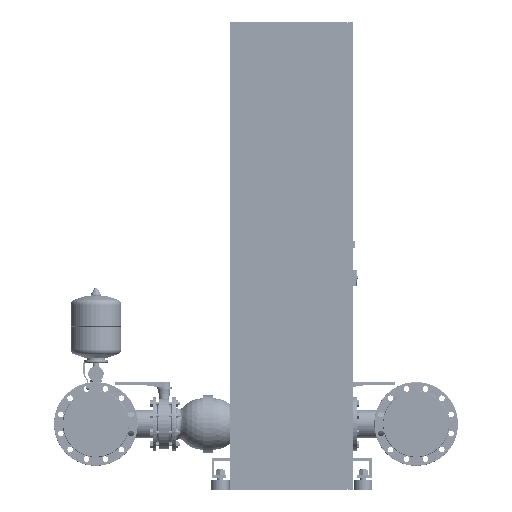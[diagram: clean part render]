
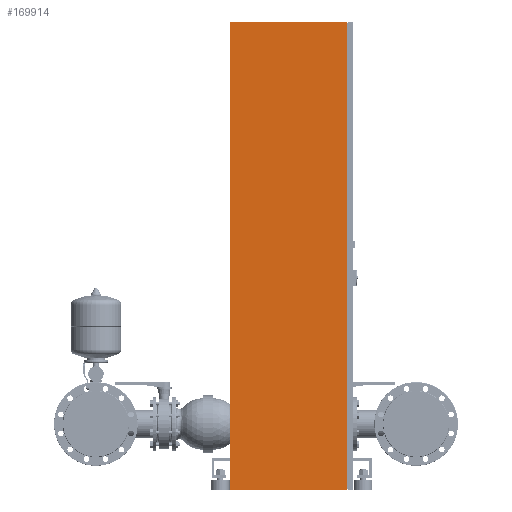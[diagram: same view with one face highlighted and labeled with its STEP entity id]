
A CAD part, left-side view. The second image highlights one B-rep face of the part: STEP entity #169914.
In plain terms, the highlighted planar face has unit normal (-1, 0, 0).
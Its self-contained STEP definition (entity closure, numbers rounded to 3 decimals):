
#169875=CARTESIAN_POINT('',(-1150.0,250.0,0.0));
#169876=DIRECTION('',(-1.0,0.0,0.0));
#169877=DIRECTION('',(0.0,-1.0,0.0));
#169878=AXIS2_PLACEMENT_3D('',#169875,#169876,#169877);
#169879=PLANE('',#169878);
#169880=CARTESIAN_POINT('',(-1150.0,-225.0,0.));
#169881=VERTEX_POINT('',#169880);
#169882=CARTESIAN_POINT('',(-1150.,-225.,1900.0));
#169883=VERTEX_POINT('',#169882);
#169884=CARTESIAN_POINT('',(-1150.0,-225.0,0.));
#169885=DIRECTION('',(0.0,0.0,1.0));
#169886=VECTOR('',#169885,1900.0);
#169887=LINE('',#169884,#169886);
#169888=EDGE_CURVE('',#169881,#169883,#169887,.T.);
#169889=ORIENTED_EDGE('',*,*,#169888,.T.);
#169890=CARTESIAN_POINT('',(-1150.,250.,1900.0));
#169891=VERTEX_POINT('',#169890);
#169892=CARTESIAN_POINT('',(-1150.,250.,1900.0));
#169893=DIRECTION('',(0.0,-1.0,0.0));
#169894=VECTOR('',#169893,475.0);
#169895=LINE('',#169892,#169894);
#169896=EDGE_CURVE('',#169891,#169883,#169895,.T.);
#169897=ORIENTED_EDGE('',*,*,#169896,.F.);
#169898=CARTESIAN_POINT('',(-1150.0,250.0,0.0));
#169899=VERTEX_POINT('',#169898);
#169900=CARTESIAN_POINT('',(-1150.,250.,1900.0));
#169901=DIRECTION('',(0.0,0.0,-1.0));
#169902=VECTOR('',#169901,1900.0);
#169903=LINE('',#169900,#169902);
#169904=EDGE_CURVE('',#169891,#169899,#169903,.T.);
#169905=ORIENTED_EDGE('',*,*,#169904,.T.);
#169906=CARTESIAN_POINT('',(-1150.0,250.0,0.0));
#169907=DIRECTION('',(0.0,-1.0,0.0));
#169908=VECTOR('',#169907,475.0);
#169909=LINE('',#169906,#169908);
#169910=EDGE_CURVE('',#169899,#169881,#169909,.T.);
#169911=ORIENTED_EDGE('',*,*,#169910,.T.);
#169912=EDGE_LOOP('',(#169889,#169897,#169905,#169911));
#169913=FACE_OUTER_BOUND('',#169912,.T.);
#169914=ADVANCED_FACE('',(#169913),#169879,.T.);
